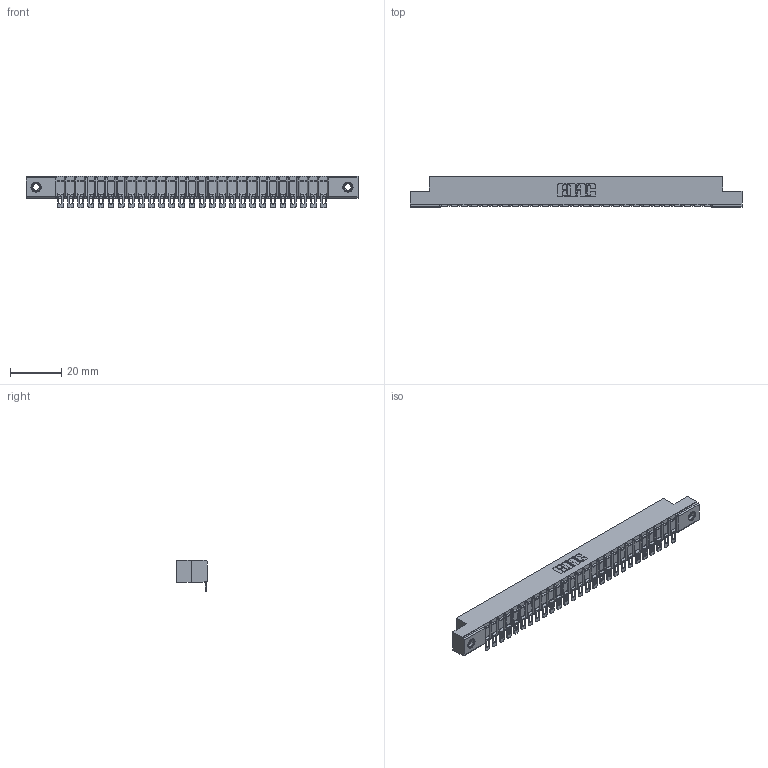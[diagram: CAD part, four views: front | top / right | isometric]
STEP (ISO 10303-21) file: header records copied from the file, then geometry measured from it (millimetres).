
FILE_DESCRIPTION (( 'STEP AP203' ), '1' );
FILE_NAME ('357-027-454-107.STEP', '2020-10-01T19:55:18', ( '' ), ( '' ), 'SwSTEP 2.0', 'SolidWorks 2020', '' );
FILE_SCHEMA (( 'CONFIG_CONTROL_DESIGN' ));
Length unit declared in the file: inch
Products named in the file (4): 357-027-454-107; 345-250-001_345-250-005-103; 307 Part_.156 Dia Mounting Holes; 307-290-002_554
Assembly tree (30 placements, depth 2):
  357-027-454-107
    307 Part_.156 Dia Mounting Holes
    307-290-002_554  x27
    345-250-001_345-250-005-103  x2
Bounding box: 130 x 12.01 x 12.52 mm (x, y, z)
Volume: 8581 mm3; surface area: 16032 mm2
Topology: 30 solids, 30 shells, 2393 faces, 7290 edges, 4776 vertices
Faces by surface type: plane 1344, cylinder 977, sphere 56, cone 12, torus 4
Entity records: 27146 total; most frequent: CARTESIAN_POINT 4557, ORIENTED_EDGE 4540, DIRECTION 4450, EDGE_CURVE 2270, VECTOR 1724, LINE 1724, VERTEX_POINT 1470, AXIS2_PLACEMENT_3D 1363
